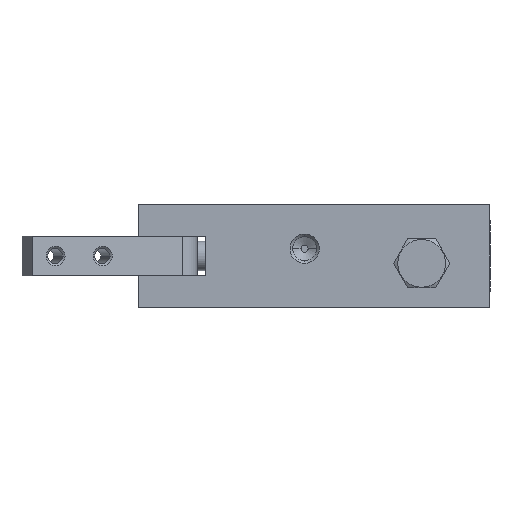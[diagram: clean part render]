
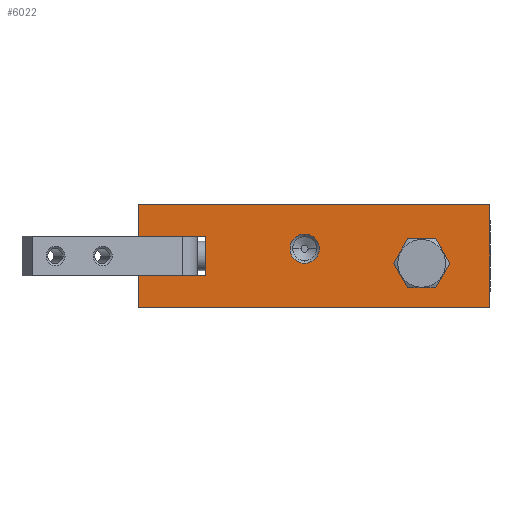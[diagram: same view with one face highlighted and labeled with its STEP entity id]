
A CAD part, front view. The second image highlights one B-rep face of the part: STEP entity #6022.
In plain terms, the highlighted planar face has unit normal (0, -1, 0).
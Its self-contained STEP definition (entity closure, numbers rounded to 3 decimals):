
#115 = CARTESIAN_POINT ( 'NONE',  ( -29.2, -10., 5.25 ) ) ;
#141 = PLANE ( 'NONE',  #650 ) ;
#165 = DIRECTION ( 'NONE',  ( 0., 1., 0. ) ) ;
#192 = CARTESIAN_POINT ( 'NONE',  ( 0., -10., 5.25 ) ) ;
#210 = VERTEX_POINT ( 'NONE', #2857 ) ;
#254 = LINE ( 'NONE', #1959, #5320 ) ;
#439 = VERTEX_POINT ( 'NONE', #1931 ) ;
#454 = CARTESIAN_POINT ( 'NONE',  ( 0., -10., -5.25 ) ) ;
#548 = CARTESIAN_POINT ( 'NONE',  ( 0., -10., 2. ) ) ;
#586 = DIRECTION ( 'NONE',  ( 0., 1., 0. ) ) ;
#589 = ORIENTED_EDGE ( 'NONE', *, *, #2457, .T. ) ;
#643 = EDGE_CURVE ( 'NONE', #210, #3409, #4681, .T. ) ;
#650 = AXIS2_PLACEMENT_3D ( 'NONE', #4912, #5388, #2512 ) ;
#681 = DIRECTION ( 'NONE',  ( 0., 0., -1. ) ) ;
#686 = CARTESIAN_POINT ( 'NONE',  ( -36., -10., -5.25 ) ) ;
#860 = CARTESIAN_POINT ( 'NONE',  ( 0., -10., -5.25 ) ) ;
#907 = VERTEX_POINT ( 'NONE', #3289 ) ;
#912 = AXIS2_PLACEMENT_3D ( 'NONE', #4894, #2012, #5370 ) ;
#958 = VECTOR ( 'NONE', #681, 1000. ) ;
#985 = FACE_BOUND ( 'NONE', #1330, .T. ) ;
#1072 = DIRECTION ( 'NONE',  ( 0., 0., -1. ) ) ;
#1145 = CARTESIAN_POINT ( 'NONE',  ( -7., -10., 1.7 ) ) ;
#1169 = VERTEX_POINT ( 'NONE', #1426 ) ;
#1219 = DIRECTION ( 'NONE',  ( 0., 1., 0. ) ) ;
#1330 = EDGE_LOOP ( 'NONE', ( #5210, #589 ) ) ;
#1383 = CIRCLE ( 'NONE', #912, 1.5 ) ;
#1426 = CARTESIAN_POINT ( 'NONE',  ( -7., -10., -3.2 ) ) ;
#1520 = LINE ( 'NONE', #4073, #5175 ) ;
#1595 = ORIENTED_EDGE ( 'NONE', *, *, #5702, .T. ) ;
#1724 = EDGE_CURVE ( 'NONE', #5029, #3214, #4624, .T. ) ;
#1758 = ORIENTED_EDGE ( 'NONE', *, *, #643, .T. ) ;
#1931 = CARTESIAN_POINT ( 'NONE',  ( -19., -10., 2.25 ) ) ;
#1943 = FACE_BOUND ( 'NONE', #2506, .T. ) ;
#1959 = CARTESIAN_POINT ( 'NONE',  ( 0., -10., 5.25 ) ) ;
#2012 = DIRECTION ( 'NONE',  ( 0., 1., 0. ) ) ;
#2098 = VECTOR ( 'NONE', #2935, 1000. ) ;
#2254 = ORIENTED_EDGE ( 'NONE', *, *, #3981, .T. ) ;
#2301 = VECTOR ( 'NONE', #2510, 1000. ) ;
#2427 = EDGE_CURVE ( 'NONE', #4354, #210, #254, .T. ) ;
#2457 = EDGE_CURVE ( 'NONE', #5417, #1169, #3895, .T. ) ;
#2506 = EDGE_LOOP ( 'NONE', ( #2254, #4184 ) ) ;
#2510 = DIRECTION ( 'NONE',  ( 0., 0., -1. ) ) ;
#2512 = DIRECTION ( 'NONE',  ( 0., 0., -1. ) ) ;
#2535 = EDGE_CURVE ( 'NONE', #4064, #907, #3596, .T. ) ;
#2780 = ORIENTED_EDGE ( 'NONE', *, *, #2535, .T. ) ;
#2856 = ORIENTED_EDGE ( 'NONE', *, *, #2427, .T. ) ;
#2857 = CARTESIAN_POINT ( 'NONE',  ( -36., -10., 5.25 ) ) ;
#2935 = DIRECTION ( 'NONE',  ( 1., 0., 0. ) ) ;
#2964 = CARTESIAN_POINT ( 'NONE',  ( -36., -10., 5.25 ) ) ;
#2998 = CARTESIAN_POINT ( 'NONE',  ( -7., -10., -0.75 ) ) ;
#3014 = CIRCLE ( 'NONE', #3719, 2.45 ) ;
#3076 = VECTOR ( 'NONE', #4423, 1000. ) ;
#3193 = ORIENTED_EDGE ( 'NONE', *, *, #4822, .T. ) ;
#3214 = VERTEX_POINT ( 'NONE', #686 ) ;
#3289 = CARTESIAN_POINT ( 'NONE',  ( -29.2, -10., -2. ) ) ;
#3392 = CIRCLE ( 'NONE', #5283, 1.5 ) ;
#3409 = VERTEX_POINT ( 'NONE', #4771 ) ;
#3420 = VECTOR ( 'NONE', #1072, 1000. ) ;
#3432 = CARTESIAN_POINT ( 'NONE',  ( -7., -10., -0.75 ) ) ;
#3481 = DIRECTION ( 'NONE',  ( 0., 0., -1. ) ) ;
#3518 = ORIENTED_EDGE ( 'NONE', *, *, #6019, .T. ) ;
#3533 = EDGE_CURVE ( 'NONE', #439, #4006, #1383, .T. ) ;
#3596 = LINE ( 'NONE', #115, #2301 ) ;
#3642 = AXIS2_PLACEMENT_3D ( 'NONE', #3432, #586, #3914 ) ;
#3719 = AXIS2_PLACEMENT_3D ( 'NONE', #2998, #165, #3481 ) ;
#3895 = CIRCLE ( 'NONE', #3642, 2.45 ) ;
#3914 = DIRECTION ( 'NONE',  ( 0., 0., -1. ) ) ;
#3981 = EDGE_CURVE ( 'NONE', #4006, #439, #3392, .T. ) ;
#4006 = VERTEX_POINT ( 'NONE', #5145 ) ;
#4064 = VERTEX_POINT ( 'NONE', #5653 ) ;
#4072 = CARTESIAN_POINT ( 'NONE',  ( -19., -10., 0.75 ) ) ;
#4073 = CARTESIAN_POINT ( 'NONE',  ( 0., -10., -2. ) ) ;
#4184 = ORIENTED_EDGE ( 'NONE', *, *, #3533, .T. ) ;
#4186 = DIRECTION ( 'NONE',  ( 1., 0., 0. ) ) ;
#4318 = ORIENTED_EDGE ( 'NONE', *, *, #4480, .T. ) ;
#4342 = LINE ( 'NONE', #5846, #3076 ) ;
#4354 = VERTEX_POINT ( 'NONE', #192 ) ;
#4423 = DIRECTION ( 'NONE',  ( 0., 0., 1. ) ) ;
#4480 = EDGE_CURVE ( 'NONE', #907, #5029, #1520, .T. ) ;
#4492 = CARTESIAN_POINT ( 'NONE',  ( -36., -10., 5.25 ) ) ;
#4495 = CARTESIAN_POINT ( 'NONE',  ( -36., -10., -2. ) ) ;
#4557 = DIRECTION ( 'NONE',  ( 0., 0., -1. ) ) ;
#4580 = VECTOR ( 'NONE', #4186, 1000. ) ;
#4607 = EDGE_LOOP ( 'NONE', ( #4318, #5882, #1595, #3518, #2856, #1758, #3193, #2780 ) ) ;
#4624 = LINE ( 'NONE', #4492, #958 ) ;
#4681 = LINE ( 'NONE', #2964, #3420 ) ;
#4771 = CARTESIAN_POINT ( 'NONE',  ( -36., -10., 2. ) ) ;
#4822 = EDGE_CURVE ( 'NONE', #3409, #4064, #5935, .T. ) ;
#4894 = CARTESIAN_POINT ( 'NONE',  ( -19., -10., 0.75 ) ) ;
#4912 = CARTESIAN_POINT ( 'NONE',  ( 0., -10., 5.25 ) ) ;
#5029 = VERTEX_POINT ( 'NONE', #4495 ) ;
#5134 = VERTEX_POINT ( 'NONE', #454 ) ;
#5145 = CARTESIAN_POINT ( 'NONE',  ( -19., -10., -0.75 ) ) ;
#5175 = VECTOR ( 'NONE', #5999, 1000. ) ;
#5210 = ORIENTED_EDGE ( 'NONE', *, *, #5346, .T. ) ;
#5283 = AXIS2_PLACEMENT_3D ( 'NONE', #4072, #1219, #4557 ) ;
#5315 = DIRECTION ( 'NONE',  ( -1., 0., 0. ) ) ;
#5320 = VECTOR ( 'NONE', #5315, 1000. ) ;
#5346 = EDGE_CURVE ( 'NONE', #1169, #5417, #3014, .T. ) ;
#5370 = DIRECTION ( 'NONE',  ( 0., 0., -1. ) ) ;
#5388 = DIRECTION ( 'NONE',  ( 0., -1., 0. ) ) ;
#5417 = VERTEX_POINT ( 'NONE', #1145 ) ;
#5605 = FACE_OUTER_BOUND ( 'NONE', #4607, .T. ) ;
#5653 = CARTESIAN_POINT ( 'NONE',  ( -29.2, -10., 2. ) ) ;
#5702 = EDGE_CURVE ( 'NONE', #3214, #5134, #5866, .T. ) ;
#5846 = CARTESIAN_POINT ( 'NONE',  ( 0., -10., 5.25 ) ) ;
#5866 = LINE ( 'NONE', #860, #4580 ) ;
#5882 = ORIENTED_EDGE ( 'NONE', *, *, #1724, .T. ) ;
#5935 = LINE ( 'NONE', #548, #2098 ) ;
#5999 = DIRECTION ( 'NONE',  ( -1., 0., 0. ) ) ;
#6019 = EDGE_CURVE ( 'NONE', #5134, #4354, #4342, .T. ) ;
#6022 = ADVANCED_FACE ( 'NONE', ( #985, #1943, #5605 ), #141, .T. ) ;
